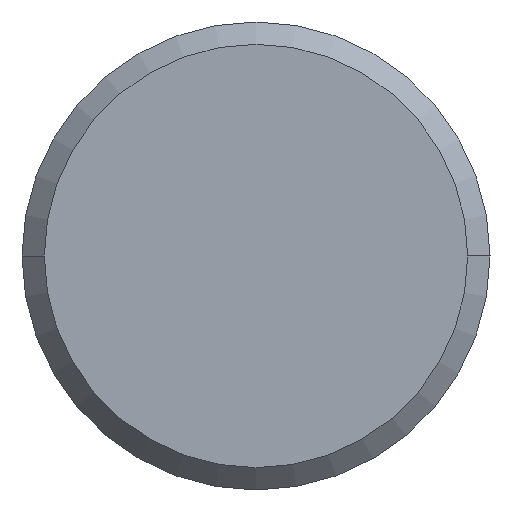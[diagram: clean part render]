
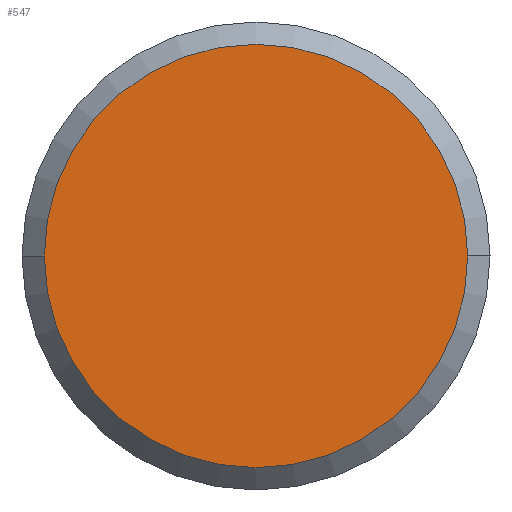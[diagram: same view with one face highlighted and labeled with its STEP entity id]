
A CAD part, left-side view. The second image highlights one B-rep face of the part: STEP entity #547.
In plain terms, the highlighted planar face has unit normal (-1, 0, 0).
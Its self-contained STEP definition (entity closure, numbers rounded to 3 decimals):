
#13 = EDGE_LOOP ( 'NONE', ( #254, #506 ) ) ;
#23 = DIRECTION ( 'NONE',  ( 0., 1., 0. ) ) ;
#42 = EDGE_CURVE ( 'NONE', #528, #392, #423, .T. ) ;
#76 = DIRECTION ( 'NONE',  ( -1., 0., 0. ) ) ;
#125 = AXIS2_PLACEMENT_3D ( 'NONE', #403, #252, #571 ) ;
#162 = CARTESIAN_POINT ( 'NONE',  ( 0., 7.238, 0. ) ) ;
#166 = PLANE ( 'NONE',  #419 ) ;
#252 = DIRECTION ( 'NONE',  ( 1., 0., 0. ) ) ;
#254 = ORIENTED_EDGE ( 'NONE', *, *, #42, .F. ) ;
#295 = DIRECTION ( 'NONE',  ( 1., 0., 0. ) ) ;
#299 = DIRECTION ( 'NONE',  ( 0., -1., 0. ) ) ;
#374 = FACE_OUTER_BOUND ( 'NONE', #13, .T. ) ;
#381 = CIRCLE ( 'NONE', #510, 7.238 ) ;
#392 = VERTEX_POINT ( 'NONE', #518 ) ;
#403 = CARTESIAN_POINT ( 'NONE',  ( 0., 0., 0. ) ) ;
#404 = CARTESIAN_POINT ( 'NONE',  ( 0., 0., 0. ) ) ;
#419 = AXIS2_PLACEMENT_3D ( 'NONE', #404, #76, #299 ) ;
#423 = CIRCLE ( 'NONE', #125, 7.238 ) ;
#506 = ORIENTED_EDGE ( 'NONE', *, *, #583, .F. ) ;
#510 = AXIS2_PLACEMENT_3D ( 'NONE', #561, #295, #23 ) ;
#518 = CARTESIAN_POINT ( 'NONE',  ( 0., -7.238, 0. ) ) ;
#528 = VERTEX_POINT ( 'NONE', #162 ) ;
#547 = ADVANCED_FACE ( 'NONE', ( #374 ), #166, .T. ) ;
#561 = CARTESIAN_POINT ( 'NONE',  ( 0., 0., 0. ) ) ;
#571 = DIRECTION ( 'NONE',  ( 0., 1., 0. ) ) ;
#583 = EDGE_CURVE ( 'NONE', #392, #528, #381, .T. ) ;
